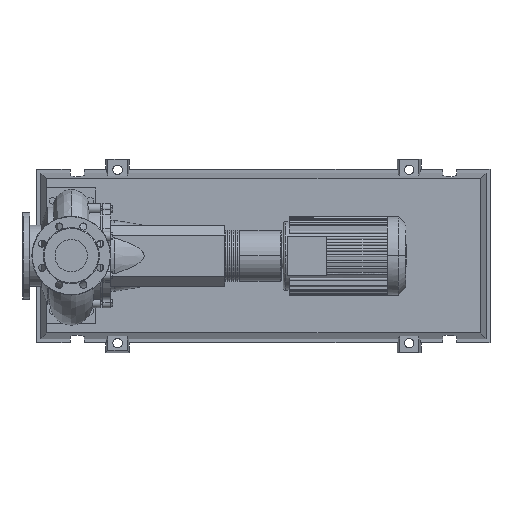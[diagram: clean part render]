
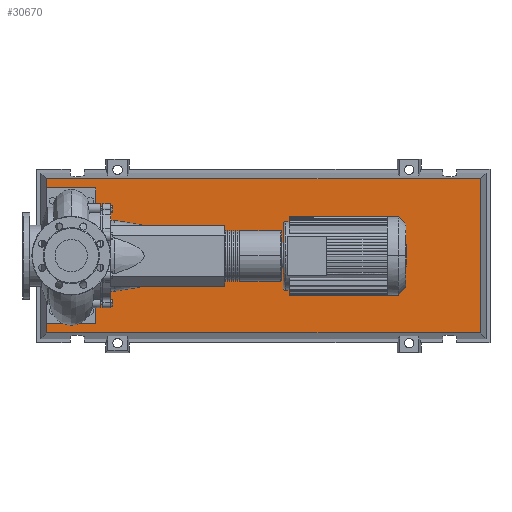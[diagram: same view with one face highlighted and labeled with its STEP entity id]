
A CAD part, top view. The second image highlights one B-rep face of the part: STEP entity #30670.
In plain terms, the highlighted planar face has unit normal (0, 0, 1).
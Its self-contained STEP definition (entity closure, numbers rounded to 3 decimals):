
#30351=CARTESIAN_POINT('',(1037.971,-195.471,103.0));
#30352=VERTEX_POINT('',#30351);
#30359=CARTESIAN_POINT('',(-62.971,-195.471,103.0));
#30360=VERTEX_POINT('',#30359);
#30361=CARTESIAN_POINT('',(1037.971,-195.471,103.0));
#30362=DIRECTION('',(-1.0,0.0,0.0));
#30363=VECTOR('',#30362,1100.941);
#30364=LINE('',#30361,#30363);
#30365=EDGE_CURVE('',#30352,#30360,#30364,.T.);
#30583=CARTESIAN_POINT('',(1037.971,195.471,103.0));
#30584=VERTEX_POINT('',#30583);
#30585=CARTESIAN_POINT('',(1037.971,195.471,103.0));
#30586=DIRECTION('',(0.0,-1.0,0.0));
#30587=VECTOR('',#30586,390.941);
#30588=LINE('',#30585,#30587);
#30589=EDGE_CURVE('',#30584,#30352,#30588,.T.);
#30607=CARTESIAN_POINT('',(-62.971,195.471,103.0));
#30608=VERTEX_POINT('',#30607);
#30609=CARTESIAN_POINT('',(-62.971,-195.471,103.0));
#30610=DIRECTION('',(0.0,1.0,0.0));
#30611=VECTOR('',#30610,390.941);
#30612=LINE('',#30609,#30611);
#30613=EDGE_CURVE('',#30360,#30608,#30612,.T.);
#30646=CARTESIAN_POINT('',(-62.971,195.471,103.0));
#30647=DIRECTION('',(1.0,0.0,0.0));
#30648=VECTOR('',#30647,1100.941);
#30649=LINE('',#30646,#30648);
#30650=EDGE_CURVE('',#30608,#30584,#30649,.T.);
#30659=CARTESIAN_POINT('',(487.5,0.,103.0));
#30660=DIRECTION('',(0.0,0.0,1.0));
#30661=DIRECTION('',(1.0,0.0,0.0));
#30662=AXIS2_PLACEMENT_3D('',#30659,#30660,#30661);
#30663=PLANE('',#30662);
#30664=ORIENTED_EDGE('',*,*,#30589,.F.);
#30665=ORIENTED_EDGE('',*,*,#30650,.F.);
#30666=ORIENTED_EDGE('',*,*,#30613,.F.);
#30667=ORIENTED_EDGE('',*,*,#30365,.F.);
#30668=EDGE_LOOP('',(#30664,#30665,#30666,#30667));
#30669=FACE_OUTER_BOUND('',#30668,.T.);
#30670=ADVANCED_FACE('',(#30669),#30663,.T.);
